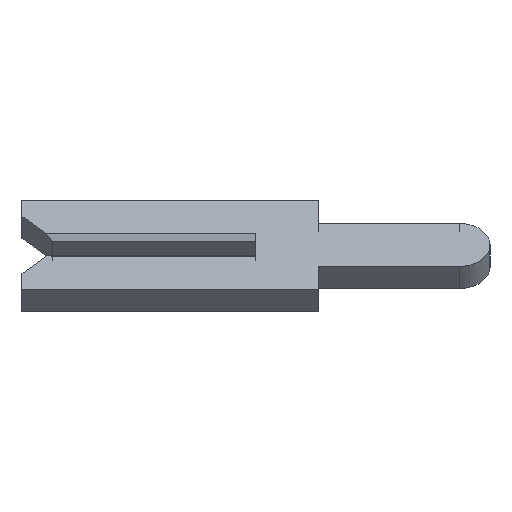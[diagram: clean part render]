
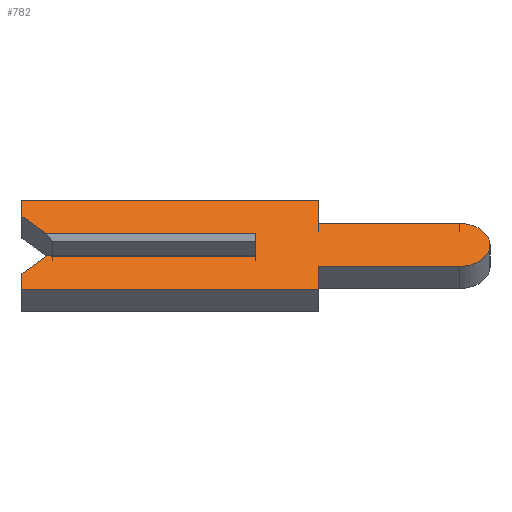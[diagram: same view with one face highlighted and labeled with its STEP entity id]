
A CAD part, left-side view. The second image highlights one B-rep face of the part: STEP entity #782.
In plain terms, the highlighted face is planar.
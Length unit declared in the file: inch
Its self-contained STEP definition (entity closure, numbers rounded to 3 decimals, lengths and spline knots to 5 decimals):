
#15 = VECTOR ( 'NONE', #348, 39.37008 ) ;
#23 = ORIENTED_EDGE ( 'NONE', *, *, #262, .F. ) ;
#53 = CARTESIAN_POINT ( 'NONE',  ( -0.01, 0.15, 0.04 ) ) ;
#63 = VECTOR ( 'NONE', #1616, 39.37008 ) ;
#64 = AXIS2_PLACEMENT_3D ( 'NONE', #946, #1086, #1668 ) ;
#66 = LINE ( 'NONE', #754, #227 ) ;
#85 = EDGE_CURVE ( 'NONE', #449, #884, #220, .T. ) ;
#92 = CARTESIAN_POINT ( 'NONE',  ( -0.01, 0., 0.0065 ) ) ;
#111 = DIRECTION ( 'NONE',  ( 0., 1., 0. ) ) ;
#155 = LINE ( 'NONE', #92, #897 ) ;
#181 = FACE_OUTER_BOUND ( 'NONE', #209, .T. ) ;
#209 = EDGE_LOOP ( 'NONE', ( #1408, #633, #1345, #717, #1546, #1204, #23, #853, #1669, #1336, #1308, #785, #1224, #1559 ) ) ;
#218 = CARTESIAN_POINT ( 'NONE',  ( -0.01, 0.15, -0.04 ) ) ;
#220 = LINE ( 'NONE', #1285, #1551 ) ;
#227 = VECTOR ( 'NONE', #352, 39.37008 ) ;
#231 = VERTEX_POINT ( 'NONE', #541 ) ;
#262 = EDGE_CURVE ( 'NONE', #675, #1630, #403, .T. ) ;
#264 = VECTOR ( 'NONE', #1403, 39.37008 ) ;
#265 = CARTESIAN_POINT ( 'NONE',  ( -0.01, 0.15, -0.026 ) ) ;
#324 = LINE ( 'NONE', #265, #63 ) ;
#348 = DIRECTION ( 'NONE',  ( 0., -1., 0. ) ) ;
#352 = DIRECTION ( 'NONE',  ( 0., 0.707, 0.707 ) ) ;
#361 = EDGE_CURVE ( 'NONE', #1485, #1689, #921, .T. ) ;
#397 = CARTESIAN_POINT ( 'NONE',  ( -0.01, -0.1305, 0. ) ) ;
#401 = VECTOR ( 'NONE', #1671, 39.37008 ) ;
#403 = LINE ( 'NONE', #989, #264 ) ;
#449 = VERTEX_POINT ( 'NONE', #744 ) ;
#457 = CARTESIAN_POINT ( 'NONE',  ( -0.01, 0.134, -0.01 ) ) ;
#463 = LINE ( 'NONE', #1699, #1197 ) ;
#479 = EDGE_CURVE ( 'NONE', #231, #449, #66, .T. ) ;
#481 = DIRECTION ( 'NONE',  ( 0., 1., 0. ) ) ;
#516 = EDGE_CURVE ( 'NONE', #884, #780, #463, .T. ) ;
#541 = CARTESIAN_POINT ( 'NONE',  ( -0.01, 0.134, 0.01 ) ) ;
#572 = DIRECTION ( 'NONE',  ( 0., -1., 0. ) ) ;
#598 = VECTOR ( 'NONE', #111, 39.37008 ) ;
#606 = EDGE_CURVE ( 'NONE', #1670, #1640, #846, .T. ) ;
#612 = DIRECTION ( 'NONE',  ( 0., -1., 0. ) ) ;
#618 = CARTESIAN_POINT ( 'NONE',  ( -0.01, -0.04, 0.0195 ) ) ;
#624 = LINE ( 'NONE', #1112, #1019 ) ;
#633 = ORIENTED_EDGE ( 'NONE', *, *, #1681, .F. ) ;
#645 = LINE ( 'NONE', #975, #401 ) ;
#653 = VERTEX_POINT ( 'NONE', #878 ) ;
#675 = VERTEX_POINT ( 'NONE', #917 ) ;
#717 = ORIENTED_EDGE ( 'NONE', *, *, #1354, .F. ) ;
#718 = EDGE_CURVE ( 'NONE', #1640, #653, #844, .T. ) ;
#738 = EDGE_CURVE ( 'NONE', #827, #1029, #324, .T. ) ;
#744 = CARTESIAN_POINT ( 'NONE',  ( -0.01, 0.15, 0.026 ) ) ;
#745 = CARTESIAN_POINT ( 'NONE',  ( -0.01, 0., -0.01 ) ) ;
#754 = CARTESIAN_POINT ( 'NONE',  ( -0.01, 0.1305, 0.0065 ) ) ;
#780 = VERTEX_POINT ( 'NONE', #1339 ) ;
#782 = ADVANCED_FACE ( 'NONE', ( #181 ), #1493, .F. ) ;
#785 = ORIENTED_EDGE ( 'NONE', *, *, #516, .F. ) ;
#827 = VERTEX_POINT ( 'NONE', #1232 ) ;
#840 = LINE ( 'NONE', #218, #598 ) ;
#844 = CIRCLE ( 'NONE', #1002, 0.0195 ) ;
#846 = LINE ( 'NONE', #618, #15 ) ;
#850 = DIRECTION ( 'NONE',  ( 0., -1., 0. ) ) ;
#853 = ORIENTED_EDGE ( 'NONE', *, *, #1580, .F. ) ;
#866 = CARTESIAN_POINT ( 'NONE',  ( -0.01, -0.04, -0.04 ) ) ;
#873 = CARTESIAN_POINT ( 'NONE',  ( -0.01, -0.04, 0.0195 ) ) ;
#878 = CARTESIAN_POINT ( 'NONE',  ( -0.01, -0.1305, -0.0195 ) ) ;
#884 = VERTEX_POINT ( 'NONE', #53 ) ;
#897 = VECTOR ( 'NONE', #1138, 39.37008 ) ;
#899 = VECTOR ( 'NONE', #572, 39.37008 ) ;
#917 = CARTESIAN_POINT ( 'NONE',  ( -0.01, -0.04, -0.0195 ) ) ;
#921 = LINE ( 'NONE', #1549, #899 ) ;
#946 = CARTESIAN_POINT ( 'NONE',  ( -0.01, -0.1305, 0. ) ) ;
#975 = CARTESIAN_POINT ( 'NONE',  ( -0.01, -0.04, 0.04 ) ) ;
#989 = CARTESIAN_POINT ( 'NONE',  ( -0.01, -0.04, -0.04 ) ) ;
#1002 = AXIS2_PLACEMENT_3D ( 'NONE', #397, #1049, #1079 ) ;
#1017 = CARTESIAN_POINT ( 'NONE',  ( -0.01, -0.1305, 0.0195 ) ) ;
#1019 = VECTOR ( 'NONE', #1269, 39.37008 ) ;
#1022 = VERTEX_POINT ( 'NONE', #1375 ) ;
#1029 = VERTEX_POINT ( 'NONE', #1384 ) ;
#1049 = DIRECTION ( 'NONE',  ( 1., 0., 0. ) ) ;
#1064 = LINE ( 'NONE', #1539, #1307 ) ;
#1079 = DIRECTION ( 'NONE',  ( 0., 0., -1. ) ) ;
#1086 = DIRECTION ( 'NONE',  ( 1., 0., 0. ) ) ;
#1112 = CARTESIAN_POINT ( 'NONE',  ( -0.01, 0.1305, -0.0065 ) ) ;
#1138 = DIRECTION ( 'NONE',  ( 0., 0., 1. ) ) ;
#1150 = CARTESIAN_POINT ( 'NONE',  ( -0.01, -0.04, -0.0195 ) ) ;
#1197 = VECTOR ( 'NONE', #612, 39.37008 ) ;
#1204 = ORIENTED_EDGE ( 'NONE', *, *, #1715, .F. ) ;
#1224 = ORIENTED_EDGE ( 'NONE', *, *, #85, .F. ) ;
#1232 = CARTESIAN_POINT ( 'NONE',  ( -0.01, 0.15, -0.04 ) ) ;
#1261 = VECTOR ( 'NONE', #481, 39.37008 ) ;
#1269 = DIRECTION ( 'NONE',  ( 0., -0.707, 0.707 ) ) ;
#1285 = CARTESIAN_POINT ( 'NONE',  ( -0.01, 0.15, 0.026 ) ) ;
#1302 = DIRECTION ( 'NONE',  ( 0., 0., 1. ) ) ;
#1304 = EDGE_CURVE ( 'NONE', #780, #1670, #645, .T. ) ;
#1307 = VECTOR ( 'NONE', #850, 39.37008 ) ;
#1308 = ORIENTED_EDGE ( 'NONE', *, *, #1304, .F. ) ;
#1336 = ORIENTED_EDGE ( 'NONE', *, *, #606, .F. ) ;
#1339 = CARTESIAN_POINT ( 'NONE',  ( -0.01, -0.04, 0.04 ) ) ;
#1345 = ORIENTED_EDGE ( 'NONE', *, *, #361, .F. ) ;
#1354 = EDGE_CURVE ( 'NONE', #1029, #1485, #624, .T. ) ;
#1375 = CARTESIAN_POINT ( 'NONE',  ( -0.01, 0., 0.01 ) ) ;
#1376 = LINE ( 'NONE', #1150, #1261 ) ;
#1380 = EDGE_CURVE ( 'NONE', #231, #1022, #1064, .T. ) ;
#1384 = CARTESIAN_POINT ( 'NONE',  ( -0.01, 0.15, -0.026 ) ) ;
#1403 = DIRECTION ( 'NONE',  ( 0., 0., -1. ) ) ;
#1408 = ORIENTED_EDGE ( 'NONE', *, *, #1380, .T. ) ;
#1485 = VERTEX_POINT ( 'NONE', #457 ) ;
#1493 = PLANE ( 'NONE',  #64 ) ;
#1539 = CARTESIAN_POINT ( 'NONE',  ( -0.01, 0.15, 0.01 ) ) ;
#1546 = ORIENTED_EDGE ( 'NONE', *, *, #738, .F. ) ;
#1549 = CARTESIAN_POINT ( 'NONE',  ( -0.01, -0.1305, -0.01 ) ) ;
#1551 = VECTOR ( 'NONE', #1302, 39.37008 ) ;
#1559 = ORIENTED_EDGE ( 'NONE', *, *, #479, .F. ) ;
#1580 = EDGE_CURVE ( 'NONE', #653, #675, #1376, .T. ) ;
#1616 = DIRECTION ( 'NONE',  ( 0., 0., 1. ) ) ;
#1630 = VERTEX_POINT ( 'NONE', #866 ) ;
#1640 = VERTEX_POINT ( 'NONE', #1017 ) ;
#1668 = DIRECTION ( 'NONE',  ( 0., 0., -1. ) ) ;
#1669 = ORIENTED_EDGE ( 'NONE', *, *, #718, .F. ) ;
#1670 = VERTEX_POINT ( 'NONE', #873 ) ;
#1671 = DIRECTION ( 'NONE',  ( 0., 0., -1. ) ) ;
#1681 = EDGE_CURVE ( 'NONE', #1689, #1022, #155, .T. ) ;
#1689 = VERTEX_POINT ( 'NONE', #745 ) ;
#1699 = CARTESIAN_POINT ( 'NONE',  ( -0.01, 0.15, 0.04 ) ) ;
#1715 = EDGE_CURVE ( 'NONE', #1630, #827, #840, .T. ) ;
